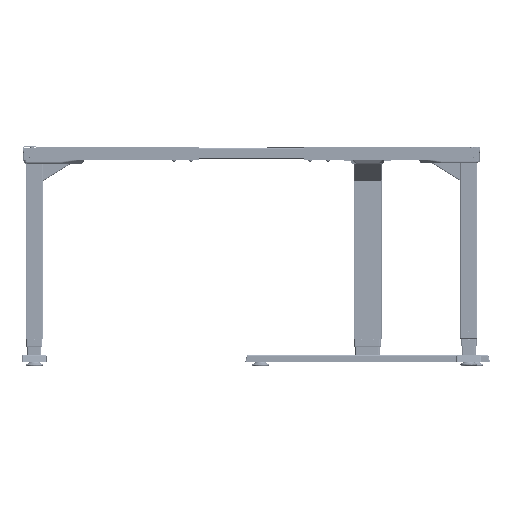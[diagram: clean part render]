
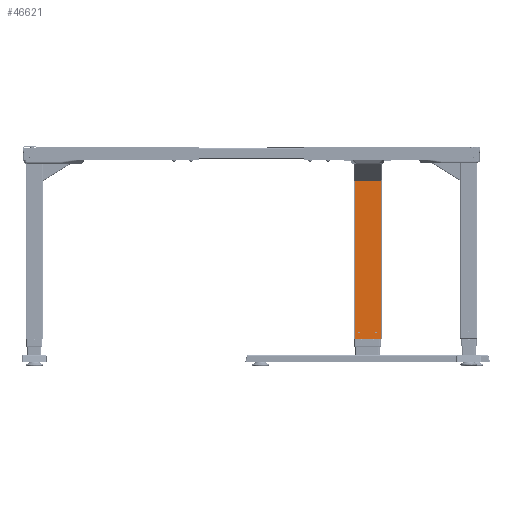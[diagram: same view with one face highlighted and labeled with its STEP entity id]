
A CAD part, front view. The second image highlights one B-rep face of the part: STEP entity #46621.
In plain terms, the highlighted face is planar.
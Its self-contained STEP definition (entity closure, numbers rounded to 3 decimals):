
#46033=DIRECTION('',(0.,1.,0.));
#46034=VECTOR('',#46033,74.);
#46035=CARTESIAN_POINT('',(-1.,-34.,325.));
#46036=LINE('',#46035,#46034);
#46084=DIRECTION('',(0.,0.,1.));
#46085=VECTOR('',#46084,500.);
#46086=CARTESIAN_POINT('',(-1.,-34.,-175.));
#46087=LINE('',#46086,#46085);
#46092=CARTESIAN_POINT('',(-1.,-21.,307.5));
#46093=DIRECTION('',(-1.,0.,0.));
#46094=DIRECTION('',(0.,-1.,0.));
#46095=AXIS2_PLACEMENT_3D('',#46092,#46093,#46094);
#46097=CARTESIAN_POINT('',(-1.,-21.,307.5));
#46098=DIRECTION('',(-1.,0.,0.));
#46099=DIRECTION('',(0.,1.,0.));
#46100=AXIS2_PLACEMENT_3D('',#46097,#46098,#46099);
#46102=CARTESIAN_POINT('',(-1.,27.,307.5));
#46103=DIRECTION('',(-1.,0.,0.));
#46104=DIRECTION('',(0.,-1.,0.));
#46105=AXIS2_PLACEMENT_3D('',#46102,#46103,#46104);
#46107=CARTESIAN_POINT('',(-1.,27.,307.5));
#46108=DIRECTION('',(-1.,0.,0.));
#46109=DIRECTION('',(0.,1.,0.));
#46110=AXIS2_PLACEMENT_3D('',#46107,#46108,#46109);
#46116=DIRECTION('',(0.,0.,-1.));
#46117=VECTOR('',#46116,500.);
#46118=CARTESIAN_POINT('',(-1.,40.,325.));
#46119=LINE('',#46118,#46117);
#46167=DIRECTION('',(0.,-1.,0.));
#46168=VECTOR('',#46167,74.);
#46169=CARTESIAN_POINT('',(-1.,40.,-175.));
#46170=LINE('',#46169,#46168);
#46440=CARTESIAN_POINT('',(-1.,40.,-175.));
#46441=VERTEX_POINT('',#46440);
#46442=CARTESIAN_POINT('',(-1.,-34.,-175.));
#46443=VERTEX_POINT('',#46442);
#46445=CARTESIAN_POINT('',(-1.,-34.,325.));
#46447=VERTEX_POINT('',#46445);
#46448=CARTESIAN_POINT('',(-1.,40.,325.));
#46449=VERTEX_POINT('',#46448);
#46450=CARTESIAN_POINT('',(-1.,-23.6,307.5));
#46451=CARTESIAN_POINT('',(-1.,-18.4,307.5));
#46452=VERTEX_POINT('',#46450);
#46453=VERTEX_POINT('',#46451);
#46454=CARTESIAN_POINT('',(-1.,24.4,307.5));
#46455=CARTESIAN_POINT('',(-1.,29.6,307.5));
#46456=VERTEX_POINT('',#46454);
#46457=VERTEX_POINT('',#46455);
#46596=CARTESIAN_POINT('',(-1.,40.,325.));
#46597=DIRECTION('',(1.,0.,0.));
#46598=DIRECTION('',(0.,1.,0.));
#46599=AXIS2_PLACEMENT_3D('',#46596,#46597,#46598);
#46600=PLANE('',#46599);
#46601=ORIENTED_EDGE('',*,*,#46521,.T.);
#46603=ORIENTED_EDGE('',*,*,#46602,.T.);
#46605=ORIENTED_EDGE('',*,*,#46604,.T.);
#46606=ORIENTED_EDGE('',*,*,#46588,.T.);
#46607=EDGE_LOOP('',(#46601,#46603,#46605,#46606));
#46608=FACE_OUTER_BOUND('',#46607,.F.);
#46610=ORIENTED_EDGE('',*,*,#46609,.F.);
#46612=ORIENTED_EDGE('',*,*,#46611,.F.);
#46613=EDGE_LOOP('',(#46610,#46612));
#46614=FACE_BOUND('',#46613,.F.);
#46616=ORIENTED_EDGE('',*,*,#46615,.F.);
#46618=ORIENTED_EDGE('',*,*,#46617,.F.);
#46619=EDGE_LOOP('',(#46616,#46618));
#46620=FACE_BOUND('',#46619,.F.);
#46621=ADVANCED_FACE('',(#46608,#46614,#46620),#46600,.T.);
#46096=CIRCLE('',#46095,2.6);
#46101=CIRCLE('',#46100,2.6);
#46106=CIRCLE('',#46105,2.6);
#46111=CIRCLE('',#46110,2.6);
#46521=EDGE_CURVE('',#46447,#46449,#46036,.T.);
#46588=EDGE_CURVE('',#46443,#46447,#46087,.T.);
#46602=EDGE_CURVE('',#46449,#46441,#46119,.T.);
#46604=EDGE_CURVE('',#46441,#46443,#46170,.T.);
#46609=EDGE_CURVE('',#46452,#46453,#46096,.T.);
#46611=EDGE_CURVE('',#46453,#46452,#46101,.T.);
#46615=EDGE_CURVE('',#46456,#46457,#46106,.T.);
#46617=EDGE_CURVE('',#46457,#46456,#46111,.T.);
